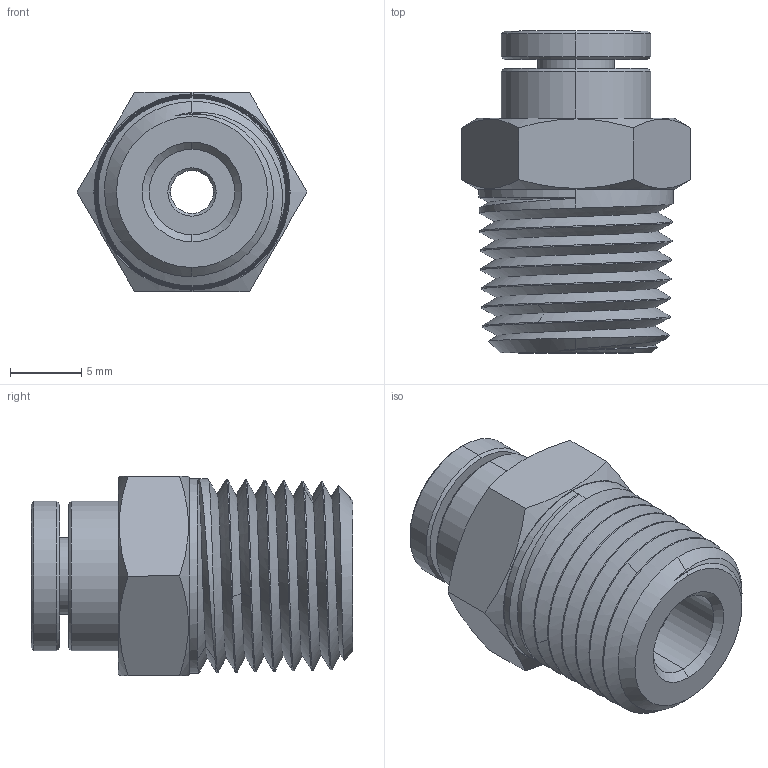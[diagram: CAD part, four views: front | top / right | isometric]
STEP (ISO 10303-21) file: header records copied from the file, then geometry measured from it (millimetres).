
FILE_DESCRIPTION (( 'STEP AP203' ), '1' );
FILE_NAME ('MCS4R1-4W.STEP', '2016-10-20T21:03:08', ( '' ), ( '' ), 'SwSTEP 2.0', 'SolidWorks 2016', '' );
FILE_SCHEMA (( 'CONFIG_CONTROL_DESIGN' ));
Length unit declared in the file: millimetre
Products named in the file (1): MCS4R1-4W
Bounding box: 16.17 x 22.63 x 14 mm (x, y, z)
Volume: 2241.8 mm3; surface area: 3009.2 mm2
Topology: 6 solids, 6 shells, 316 faces, 853 edges, 555 vertices
Faces by surface type: cone 126, plane 105, cylinder 60, bspline 25
Entity records: 47371 total; most frequent: CARTESIAN_POINT 39825, ORIENTED_EDGE 1706, DIRECTION 1388, EDGE_CURVE 853, AXIS2_PLACEMENT_3D 570, VERTEX_POINT 555, EDGE_LOOP 334, B_SPLINE_CURVE_WITH_KNOTS 327
